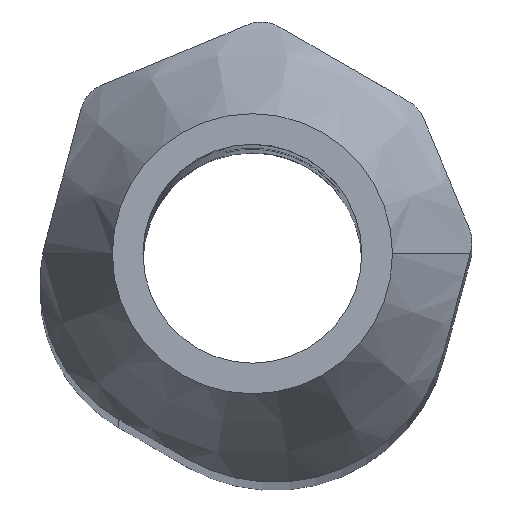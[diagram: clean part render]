
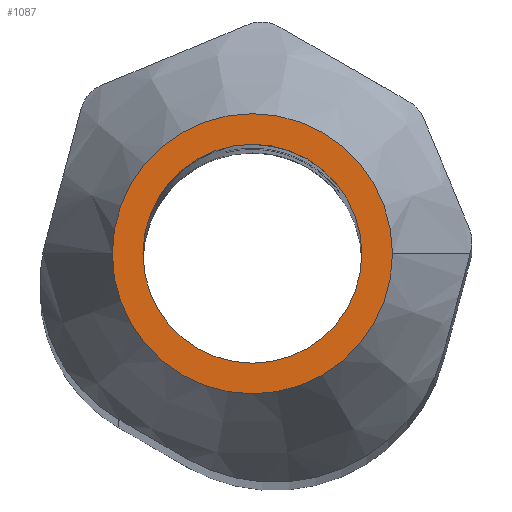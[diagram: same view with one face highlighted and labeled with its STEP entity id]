
A CAD part, top view. The second image highlights one B-rep face of the part: STEP entity #1087.
In plain terms, the highlighted planar face has unit normal (0, 0, 1).
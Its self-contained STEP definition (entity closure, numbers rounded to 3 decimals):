
#14 = AXIS2_PLACEMENT_3D ( 'NONE', #655, #2103, #662 ) ;
#17 = ORIENTED_EDGE ( 'NONE', *, *, #891, .F. ) ;
#246 = VERTEX_POINT ( 'NONE', #1404 ) ;
#255 = DIRECTION ( 'NONE',  ( 1., 0., 0. ) ) ;
#306 = CARTESIAN_POINT ( 'NONE',  ( 0., 0., 142.5 ) ) ;
#327 = DIRECTION ( 'NONE',  ( 1., 0., 0. ) ) ;
#385 = ORIENTED_EDGE ( 'NONE', *, *, #1866, .F. ) ;
#602 = PLANE ( 'NONE',  #1124 ) ;
#613 = AXIS2_PLACEMENT_3D ( 'NONE', #2332, #892, #2340 ) ;
#655 = CARTESIAN_POINT ( 'NONE',  ( 0., 0., 142.5 ) ) ;
#662 = DIRECTION ( 'NONE',  ( -1., 0., 0. ) ) ;
#671 = CARTESIAN_POINT ( 'NONE',  ( -3.127, -1.659, 142.5 ) ) ;
#851 = EDGE_CURVE ( 'NONE', #246, #1545, #1507, .T. ) ;
#887 = CIRCLE ( 'NONE', #613, 8. ) ;
#891 = EDGE_CURVE ( 'NONE', #1545, #246, #2282, .T. ) ;
#892 = DIRECTION ( 'NONE',  ( 0., 0., -1. ) ) ;
#923 = EDGE_LOOP ( 'NONE', ( #2580, #385 ) ) ;
#1087 = ADVANCED_FACE ( 'NONE', ( #1950, #1096 ), #602, .T. ) ;
#1096 = FACE_BOUND ( 'NONE', #1882, .T. ) ;
#1116 = CARTESIAN_POINT ( 'NONE',  ( -6.25, 0., 142.5 ) ) ;
#1124 = AXIS2_PLACEMENT_3D ( 'NONE', #671, #2093, #255 ) ;
#1131 = VERTEX_POINT ( 'NONE', #1260 ) ;
#1134 = DIRECTION ( 'NONE',  ( 0., 0., 1. ) ) ;
#1260 = CARTESIAN_POINT ( 'NONE',  ( 8., 0., 142.5 ) ) ;
#1404 = CARTESIAN_POINT ( 'NONE',  ( 6.25, 0., 142.5 ) ) ;
#1507 = CIRCLE ( 'NONE', #1666, 6.25 ) ;
#1545 = VERTEX_POINT ( 'NONE', #1116 ) ;
#1666 = AXIS2_PLACEMENT_3D ( 'NONE', #306, #1134, #2173 ) ;
#1762 = DIRECTION ( 'NONE',  ( 0., 0., 1. ) ) ;
#1784 = ORIENTED_EDGE ( 'NONE', *, *, #851, .F. ) ;
#1866 = EDGE_CURVE ( 'NONE', #1131, #2470, #887, .T. ) ;
#1882 = EDGE_LOOP ( 'NONE', ( #17, #1784 ) ) ;
#1950 = FACE_OUTER_BOUND ( 'NONE', #923, .T. ) ;
#1982 = CARTESIAN_POINT ( 'NONE',  ( 0., 0., 142.5 ) ) ;
#2093 = DIRECTION ( 'NONE',  ( 0., 0., 1. ) ) ;
#2103 = DIRECTION ( 'NONE',  ( 0., 0., -1. ) ) ;
#2152 = CIRCLE ( 'NONE', #14, 8. ) ;
#2173 = DIRECTION ( 'NONE',  ( 1., 0., 0. ) ) ;
#2282 = CIRCLE ( 'NONE', #2427, 6.25 ) ;
#2332 = CARTESIAN_POINT ( 'NONE',  ( 0., 0., 142.5 ) ) ;
#2340 = DIRECTION ( 'NONE',  ( -1., 0., 0. ) ) ;
#2427 = AXIS2_PLACEMENT_3D ( 'NONE', #1982, #1762, #327 ) ;
#2437 = EDGE_CURVE ( 'NONE', #2470, #1131, #2152, .T. ) ;
#2470 = VERTEX_POINT ( 'NONE', #2528 ) ;
#2528 = CARTESIAN_POINT ( 'NONE',  ( -8., 0., 142.5 ) ) ;
#2580 = ORIENTED_EDGE ( 'NONE', *, *, #2437, .F. ) ;
